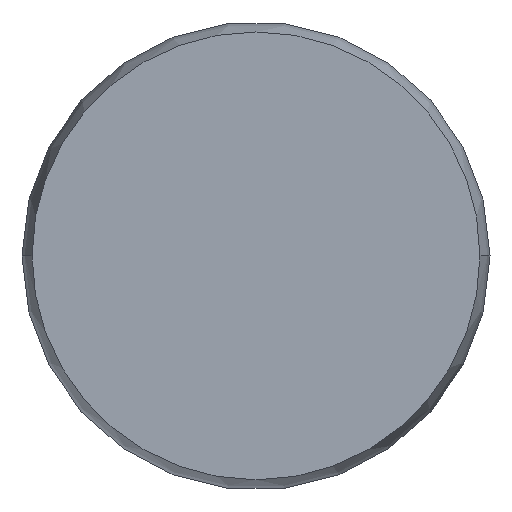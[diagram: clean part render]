
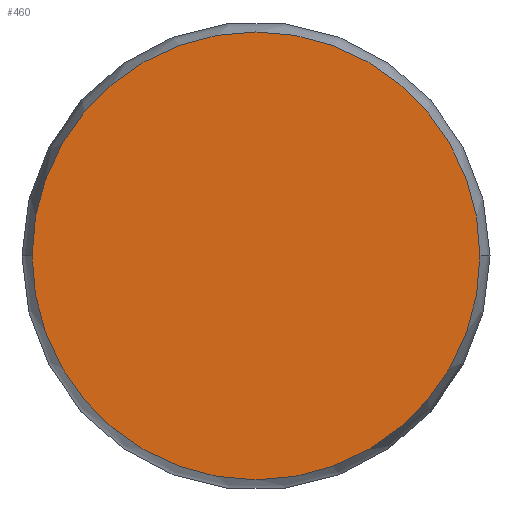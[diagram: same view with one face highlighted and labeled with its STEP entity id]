
A CAD part, top view. The second image highlights one B-rep face of the part: STEP entity #460.
In plain terms, the highlighted planar face has unit normal (0, 0, 1).
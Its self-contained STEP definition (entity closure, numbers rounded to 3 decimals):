
#20 = AXIS2_PLACEMENT_3D ( 'NONE', #440, #47, #299 ) ;
#22 = CIRCLE ( 'NONE', #137, 3.828 ) ;
#44 = CARTESIAN_POINT ( 'NONE',  ( 3.828, 0., 67. ) ) ;
#47 = DIRECTION ( 'NONE',  ( 0., 0., 1. ) ) ;
#61 = CIRCLE ( 'NONE', #361, 3.828 ) ;
#71 = VERTEX_POINT ( 'NONE', #44 ) ;
#118 = DIRECTION ( 'NONE',  ( 0., 0., -1. ) ) ;
#128 = EDGE_CURVE ( 'NONE', #166, #71, #22, .T. ) ;
#137 = AXIS2_PLACEMENT_3D ( 'NONE', #401, #240, #410 ) ;
#166 = VERTEX_POINT ( 'NONE', #301 ) ;
#183 = ORIENTED_EDGE ( 'NONE', *, *, #404, .F. ) ;
#188 = ORIENTED_EDGE ( 'NONE', *, *, #128, .F. ) ;
#202 = FACE_OUTER_BOUND ( 'NONE', #217, .T. ) ;
#217 = EDGE_LOOP ( 'NONE', ( #188, #183 ) ) ;
#240 = DIRECTION ( 'NONE',  ( 0., 0., -1. ) ) ;
#263 = PLANE ( 'NONE',  #20 ) ;
#299 = DIRECTION ( 'NONE',  ( 1., 0., 0. ) ) ;
#301 = CARTESIAN_POINT ( 'NONE',  ( -3.828, 0., 67. ) ) ;
#333 = CARTESIAN_POINT ( 'NONE',  ( 0., 0., 67. ) ) ;
#361 = AXIS2_PLACEMENT_3D ( 'NONE', #333, #118, #363 ) ;
#363 = DIRECTION ( 'NONE',  ( -1., 0., 0. ) ) ;
#401 = CARTESIAN_POINT ( 'NONE',  ( 0., 0., 67. ) ) ;
#404 = EDGE_CURVE ( 'NONE', #71, #166, #61, .T. ) ;
#410 = DIRECTION ( 'NONE',  ( -1., 0., 0. ) ) ;
#440 = CARTESIAN_POINT ( 'NONE',  ( 3.828, 0., 67. ) ) ;
#460 = ADVANCED_FACE ( 'NONE', ( #202 ), #263, .T. ) ;
